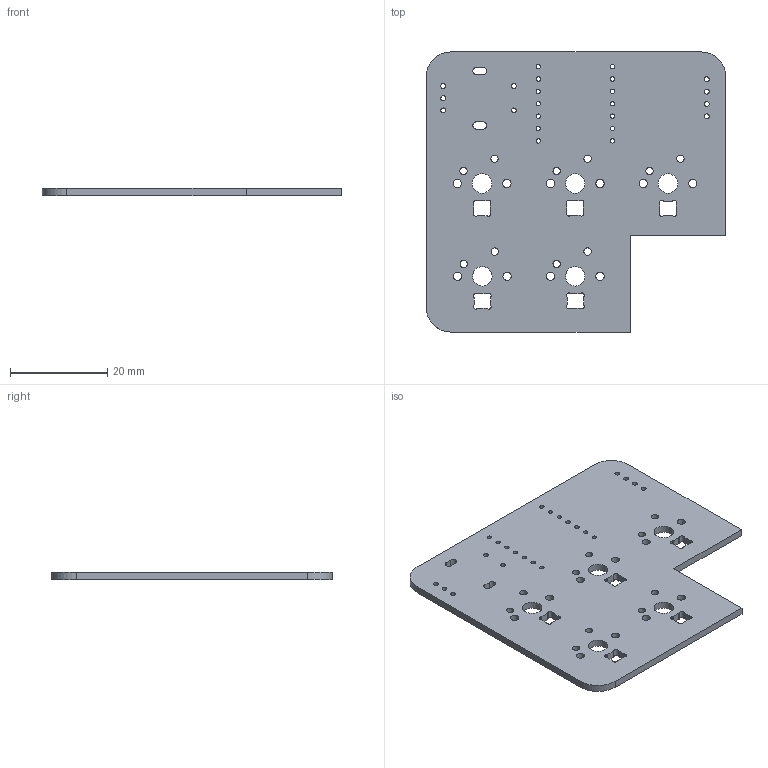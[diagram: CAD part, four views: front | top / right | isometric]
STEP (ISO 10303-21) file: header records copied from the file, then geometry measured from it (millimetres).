
FILE_DESCRIPTION(('KiCad electronic assembly'),'2;1');
FILE_NAME('hackpad.step','2025-11-23T21:24:38',('Pcbnew'),('Kicad'), 'Open CASCADE STEP processor 7.8','KiCad to STEP converter','Unknown' );
FILE_SCHEMA(('AUTOMOTIVE_DESIGN { 1 0 10303 214 1 1 1 1 }'));
Length unit declared in the file: millimetre
Products named in the file (2): hackpad 1; hackpad_PCB
Assembly tree (1 placements, depth 2):
  hackpad 1
    hackpad_PCB
Bounding box: 61.41 x 57.48 x 1.51 mm (x, y, z)
Volume: 4448.6 mm3; surface area: 6710.5 mm2
Topology: 1 solids, 1 shells, 147 faces, 435 edges, 290 vertices
Faces by surface type: cylinder 115, plane 32
Full cylindrical faces by diameter (mm): 0.889 x14, 1 x9, 1.5 x10, 1.7 x10, 4 x5
Entity records: 5296 total; most frequent: DIRECTION 963, CARTESIAN_POINT 874, ORIENTED_EDGE 870, EDGE_CURVE 435, AXIS2_PLACEMENT_3D 379, VERTEX_POINT 290, FACE_BOUND 257, EDGE_LOOP 257
